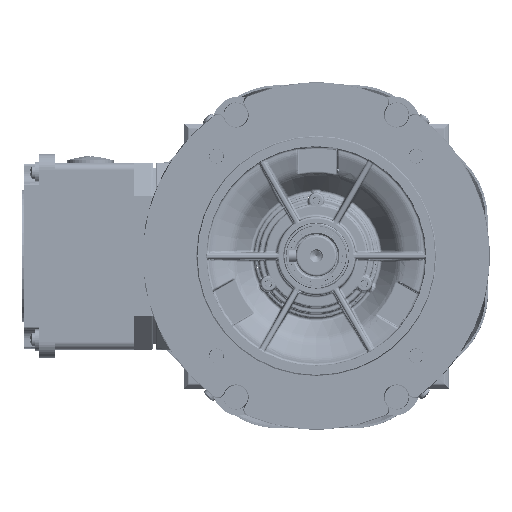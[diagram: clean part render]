
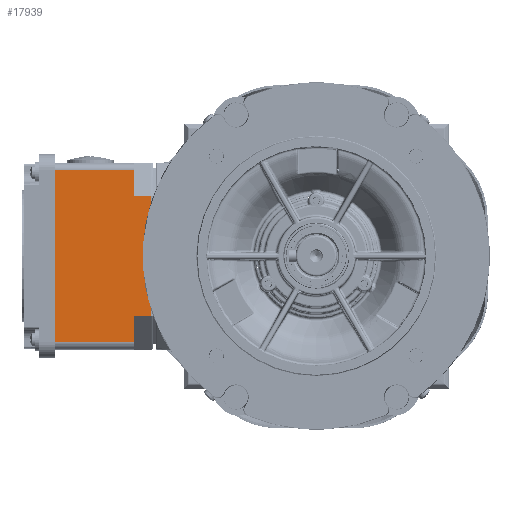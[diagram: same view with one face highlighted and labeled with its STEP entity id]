
A CAD part, top view. The second image highlights one B-rep face of the part: STEP entity #17939.
In plain terms, the highlighted planar face has unit normal (0, 0, 1).
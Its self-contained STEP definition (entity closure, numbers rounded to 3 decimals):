
#8783=FACE_BOUND('',#29978,.T.);
#8784=FACE_BOUND('',#29979,.T.);
#17939=ADVANCED_FACE('3-0-113',(#8783,#8784),#19340,.T.);
#19340=PLANE('',#105647);
#29978=EDGE_LOOP('',(#58785,#58786,#58787,#58788,#58789,#58790,#58791,#58792));
#29979=EDGE_LOOP('',(#58793));
#34272=CIRCLE('',#105646,0.05);
#58785=ORIENTED_EDGE('',*,*,#85994,.T.);
#58786=ORIENTED_EDGE('',*,*,#86028,.T.);
#58787=ORIENTED_EDGE('',*,*,#86027,.T.);
#58788=ORIENTED_EDGE('',*,*,#86025,.F.);
#58789=ORIENTED_EDGE('',*,*,#85973,.T.);
#58790=ORIENTED_EDGE('',*,*,#85979,.T.);
#58791=ORIENTED_EDGE('',*,*,#85983,.T.);
#58792=ORIENTED_EDGE('',*,*,#85984,.T.);
#58793=ORIENTED_EDGE('',*,*,#86029,.T.);
#70121=VERTEX_POINT('',#193755);
#70122=VERTEX_POINT('',#193757);
#70127=VERTEX_POINT('',#193768);
#70129=VERTEX_POINT('',#193775);
#70130=VERTEX_POINT('',#193779);
#70135=VERTEX_POINT('',#193819);
#70151=VERTEX_POINT('',#193891);
#70152=VERTEX_POINT('',#193895);
#70153=VERTEX_POINT('',#193901);
#85973=EDGE_CURVE('',#70122,#70121,#91863,.T.);
#85979=EDGE_CURVE('',#70121,#70127,#91866,.T.);
#85983=EDGE_CURVE('',#70127,#70129,#91870,.T.);
#85984=EDGE_CURVE('',#70129,#70130,#91871,.T.);
#85994=EDGE_CURVE('',#70130,#70135,#91876,.T.);
#86025=EDGE_CURVE('',#70122,#70151,#91898,.T.);
#86027=EDGE_CURVE('',#70152,#70151,#91900,.T.);
#86028=EDGE_CURVE('',#70135,#70152,#91901,.T.);
#86029=EDGE_CURVE('',#70153,#70153,#34272,.T.);
#91863=LINE('',#193756,#96638);
#91866=LINE('',#193769,#96641);
#91870=LINE('',#193776,#96645);
#91871=LINE('',#193778,#96646);
#91876=LINE('',#193820,#96651);
#91898=LINE('',#193892,#96673);
#91900=LINE('',#193896,#96675);
#91901=LINE('',#193898,#96676);
#96638=VECTOR('',#128252,1.);
#96641=VECTOR('',#128263,1.);
#96645=VECTOR('',#128269,1.);
#96646=VECTOR('',#128272,1.);
#96651=VECTOR('',#128283,1.);
#96673=VECTOR('',#128345,1.);
#96675=VECTOR('',#128349,1.);
#96676=VECTOR('',#128352,1.);
#105646=AXIS2_PLACEMENT_3D('',#193900,#128355,#128356);
#105647=AXIS2_PLACEMENT_3D('',#193902,#128357,#128358);
#128252=DIRECTION('',(0.,-1.,0.));
#128263=DIRECTION('',(1.,0.,0.));
#128269=DIRECTION('',(0.,1.,0.));
#128272=DIRECTION('',(1.,0.,0.));
#128283=DIRECTION('',(0.,1.,0.));
#128345=DIRECTION('',(1.,0.,0.));
#128349=DIRECTION('',(0.,1.,0.));
#128352=DIRECTION('',(-1.,0.,0.));
#128355=DIRECTION('',(0.,0.,-1.));
#128356=DIRECTION('',(1.,0.,0.));
#128357=DIRECTION('',(0.,0.,1.));
#128358=DIRECTION('',(0.,-1.,0.));
#193755=CARTESIAN_POINT('',(-120.5,-39.5,29.));
#193756=CARTESIAN_POINT('',(-120.5,39.5,29.));
#193757=CARTESIAN_POINT('',(-120.5,39.5,29.));
#193768=CARTESIAN_POINT('',(-84.,-39.5,29.));
#193769=CARTESIAN_POINT('',(-120.5,-39.5,29.));
#193775=CARTESIAN_POINT('',(-84.,-27.711,29.));
#193776=CARTESIAN_POINT('',(-84.,-39.5,29.));
#193778=CARTESIAN_POINT('',(-84.,-27.711,29.));
#193779=CARTESIAN_POINT('',(-76.,-27.711,29.));
#193819=CARTESIAN_POINT('',(-76.,27.711,29.));
#193820=CARTESIAN_POINT('',(-76.,-27.711,29.));
#193891=CARTESIAN_POINT('',(-84.,39.5,29.));
#193892=CARTESIAN_POINT('',(-120.5,39.5,29.));
#193895=CARTESIAN_POINT('',(-84.,27.711,29.));
#193896=CARTESIAN_POINT('',(-84.,27.711,29.));
#193898=CARTESIAN_POINT('',(-76.,27.711,29.));
#193900=CARTESIAN_POINT('',(-94.5,12.94,29.));
#193901=CARTESIAN_POINT('',(-94.45,12.94,29.));
#193902=CARTESIAN_POINT('',(-120.5,39.5,29.));
